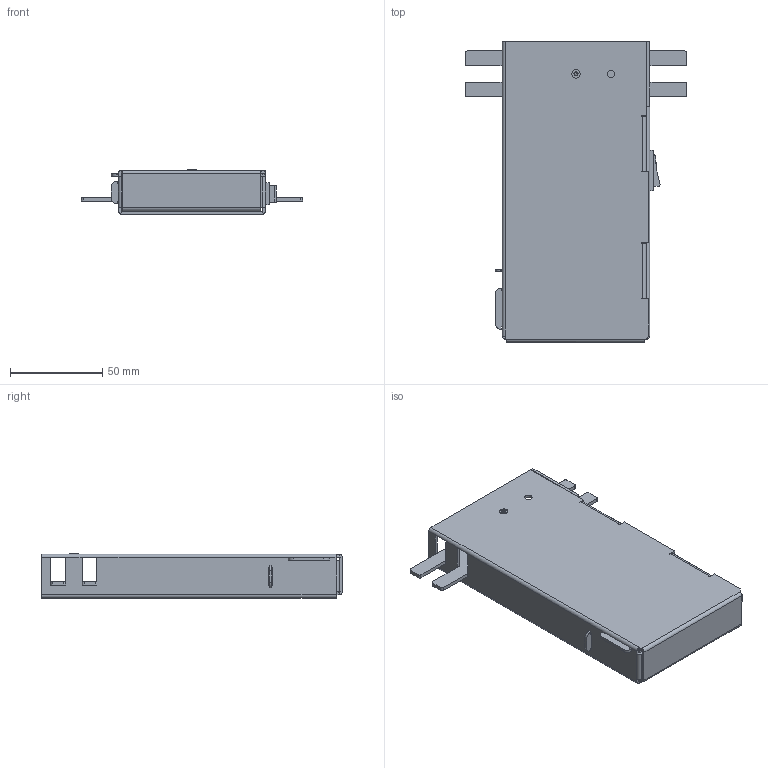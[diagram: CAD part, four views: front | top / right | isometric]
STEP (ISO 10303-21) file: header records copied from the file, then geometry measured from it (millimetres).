
FILE_DESCRIPTION(/* description */ (''),/* implementation_level */ '2;1');
FILE_NAME(/* name */ 'dc824f15-2c44-4ff0-ad46-2698272f64b8.stp',/* time_stamp */ '2018-06-03T11:35:17+08:00',/* author */ (''),/* organization */ (''),/* preprocessor_version */ 'ST-DEVELOPER v17',/* originating_system */ 'Autodesk Translation Framework v7.1.0.215',/* authorisation */ '');
FILE_SCHEMA (('AUTOMOTIVE_DESIGN { 1 0 10303 214 3 1 1 }'));
Length unit declared in the file: millimetre
Products named in the file (7): NewAssembly; NewMykroscope; Light Holder 2mm; Lens Clip; Stage Holder; Rocket Swith 15*10; BatteryHolder
Assembly tree (6 placements, depth 2):
  NewAssembly
    NewMykroscope
    Light Holder 2mm
    Lens Clip
    Stage Holder
    Rocket Swith 15*10
    BatteryHolder
Bounding box: 120 x 163.2 x 24 mm (x, y, z)
Volume: 77063.9 mm3; surface area: 105335.9 mm2
Topology: 21 solids, 21 shells, 569 faces, 1456 edges, 936 vertices
Faces by surface type: plane 410, cylinder 143, bspline 10, cone 4, sphere 2
Full cylindrical faces by diameter (mm): 1.5 x4, 2.5 x6, 3 x4, 4 x5, 8 x4
Entity records: 19124 total; most frequent: CARTESIAN_POINT 4748, ORIENTED_EDGE 2908, DIRECTION 2849, EDGE_CURVE 1454, LINE 1135, VECTOR 1135, VERTEX_POINT 936, AXIS2_PLACEMENT_3D 857
